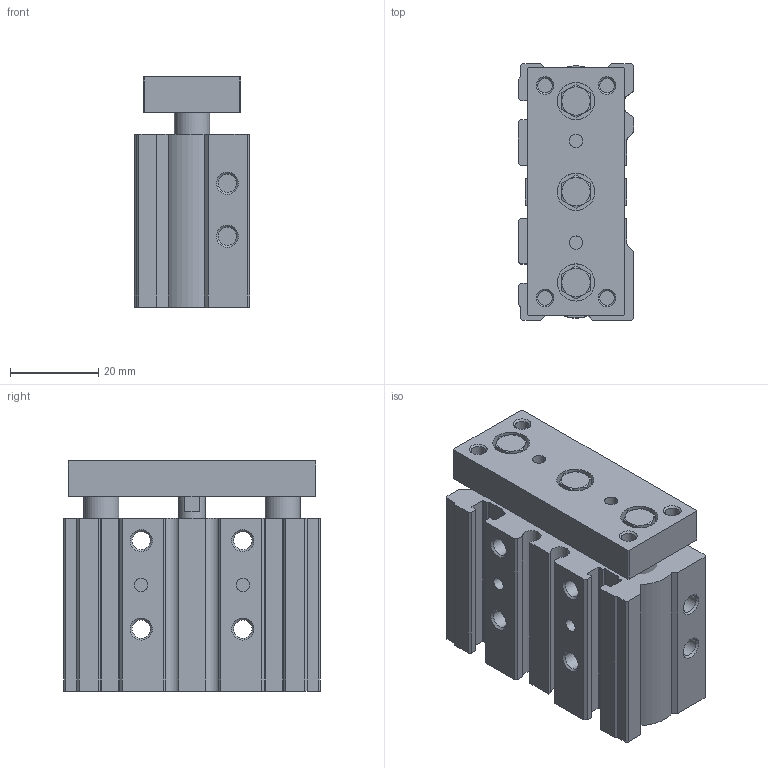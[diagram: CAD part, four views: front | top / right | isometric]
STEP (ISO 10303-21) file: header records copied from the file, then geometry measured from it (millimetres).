
FILE_DESCRIPTION( ( 'STEP AP203' ), '1' );
FILE_NAME( 'SGM12x10-S()(0-0).stp', '2021-10-12T02:28:56', ( 'License CC BY-ND 4.0' ), ( 'CADENAS' ), ' ', 'PARTsolutions', ' ' );
FILE_SCHEMA( ( 'CONFIG_CONTROL_DESIGN' ) );
Length unit declared in the file: millimetre
Products named in the file (4): SGM12x10-S()(0-0); _SGM12x10-M(dummy-0) 0; _SGM12x10-M(-0body); _SGM12x10-M(-0)_ROD
Assembly tree (3 placements, depth 2):
  SGM12x10-S()(0-0)
    _SGM12x10-M(dummy-0) 0
    _SGM12x10-M(-0body)
    _SGM12x10-M(-0)_ROD
Bounding box: 26 x 58 x 52 mm (x, y, z)
Volume: 57651.7 mm3; surface area: 24699.5 mm2
Topology: 2 solids, 2 shells, 299 faces, 724 edges, 463 vertices
Faces by surface type: plane 147, cylinder 94, cone 58
Full cylindrical faces by diameter (mm): 3 x6, 3.242 x8, 4.134 x8, 4.2 x4, 5.333 x2, 6 x2, 8 x6, 8.39 x3, 10 x2, 12 x2, 14 x1
Entity records: 8621 total; most frequent: CARTESIAN_POINT 1706, DIRECTION 1420, ORIENTED_EDGE 1302, EDGE_CURVE 651, AXIS2_PLACEMENT_3D 554, VERTEX_POINT 455, EDGE_LOOP 418, FACE_OUTER_BOUND 343
